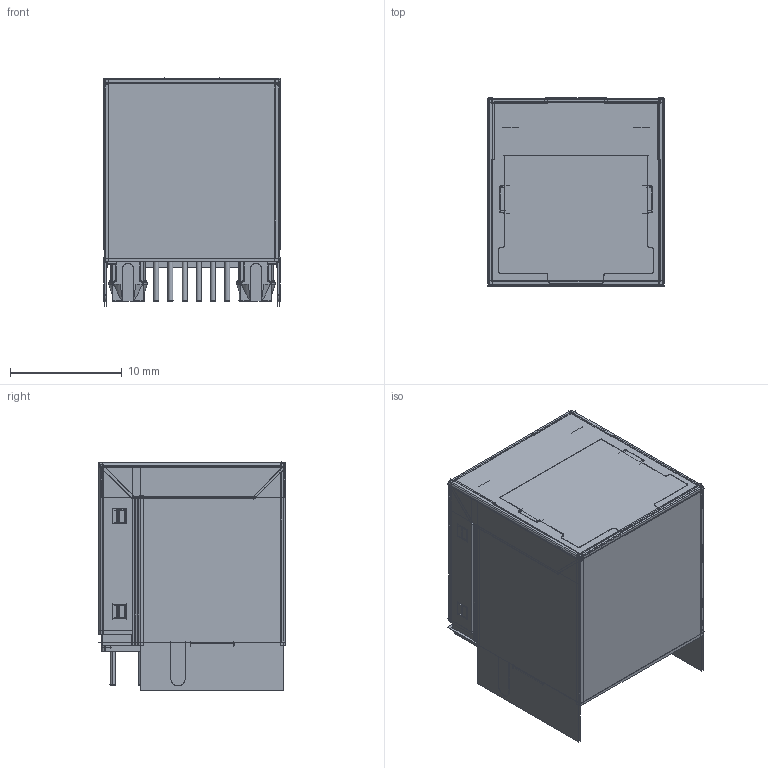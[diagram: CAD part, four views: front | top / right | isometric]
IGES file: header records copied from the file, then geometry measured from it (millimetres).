
Start section:  PTC IGES file: DGKYD52241188GWA1D8Y1022.igs
Global section: file name: DGKYD52241188GWA1D8Y1022.igs; native system: Creo Parametric by PTC Inc.; preprocessor: 2018400; author: Administrator; organization: Unknown; date: 20210809.101448; units: millimetre
Bounding box: 15.78 x 16.77 x 20.38 mm (x, y, z)
Volume: 2342.1 mm3; surface area: 25984.8 mm2
Topology: 11 solids, 11 shells, 1478 faces, 7328 edges, 9004 vertices
Faces by surface type: bspline 1060, revolution 402, extrusion 16
